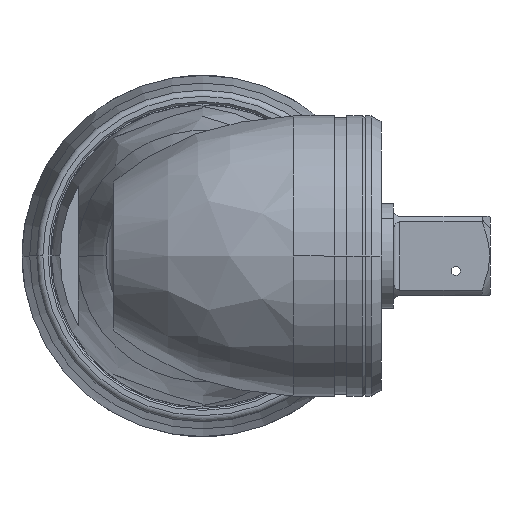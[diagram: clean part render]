
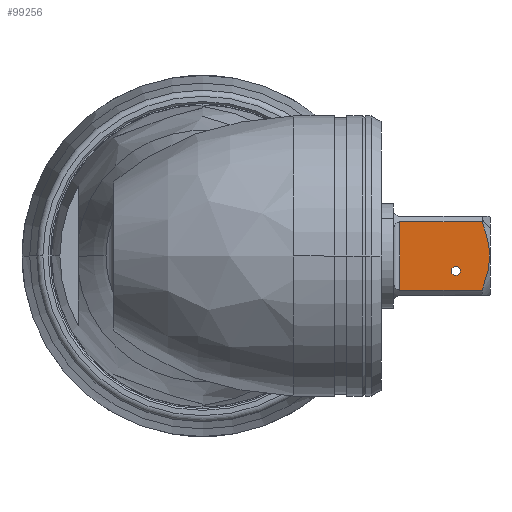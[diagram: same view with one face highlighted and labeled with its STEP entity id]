
A CAD part, left-side view. The second image highlights one B-rep face of the part: STEP entity #99256.
In plain terms, the highlighted planar face has unit normal (-1, 0, 0).
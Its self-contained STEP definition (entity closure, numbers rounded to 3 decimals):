
#97688=CARTESIAN_POINT('',(-178.475,-44.909,-5.47));
#97689=CARTESIAN_POINT('',(-178.475,-44.96,-5.333));
#97690=CARTESIAN_POINT('',(-178.475,-45.059,-5.065));
#97691=CARTESIAN_POINT('',(-178.475,-45.192,-4.683));
#97692=CARTESIAN_POINT('',(-178.475,-45.314,-4.318));
#97693=CARTESIAN_POINT('',(-178.475,-45.425,-3.966));
#97694=CARTESIAN_POINT('',(-178.475,-45.526,-3.625));
#97695=CARTESIAN_POINT('',(-178.475,-45.617,-3.292));
#97696=CARTESIAN_POINT('',(-178.475,-45.7,-2.967));
#97697=CARTESIAN_POINT('',(-178.475,-45.774,-2.646));
#97698=CARTESIAN_POINT('',(-178.475,-45.841,-2.33));
#97699=CARTESIAN_POINT('',(-178.475,-45.899,-2.017));
#97700=CARTESIAN_POINT('',(-178.475,-45.95,-1.705));
#97701=CARTESIAN_POINT('',(-178.475,-45.992,-1.394));
#97702=CARTESIAN_POINT('',(-178.475,-46.026,-1.084));
#97703=CARTESIAN_POINT('',(-178.475,-46.052,-0.775));
#97704=CARTESIAN_POINT('',(-178.475,-46.07,-0.465));
#97705=CARTESIAN_POINT('',(-178.475,-46.078,-0.155));
#97706=CARTESIAN_POINT('',(-178.475,-46.078,0.155));
#97707=CARTESIAN_POINT('',(-178.475,-46.07,0.465));
#97708=CARTESIAN_POINT('',(-178.475,-46.052,0.775));
#97709=CARTESIAN_POINT('',(-178.475,-46.026,1.084));
#97710=CARTESIAN_POINT('',(-178.475,-45.992,1.394));
#97711=CARTESIAN_POINT('',(-178.475,-45.95,1.705));
#97712=CARTESIAN_POINT('',(-178.475,-45.899,2.017));
#97713=CARTESIAN_POINT('',(-178.475,-45.841,2.33));
#97714=CARTESIAN_POINT('',(-178.475,-45.774,2.646));
#97715=CARTESIAN_POINT('',(-178.475,-45.7,2.967));
#97716=CARTESIAN_POINT('',(-178.475,-45.617,3.292));
#97717=CARTESIAN_POINT('',(-178.475,-45.526,3.625));
#97718=CARTESIAN_POINT('',(-178.475,-45.425,3.966));
#97719=CARTESIAN_POINT('',(-178.475,-45.314,4.318));
#97720=CARTESIAN_POINT('',(-178.475,-45.192,4.683));
#97721=CARTESIAN_POINT('',(-178.475,-45.059,5.065));
#97722=CARTESIAN_POINT('',(-178.475,-44.96,5.333));
#97723=CARTESIAN_POINT('',(-178.475,-44.909,5.47));
#97837=DIRECTION('',(0.,1.,0.));
#97838=VECTOR('',#97837,13.259);
#97839=CARTESIAN_POINT('',(-178.475,-44.909,5.47));
#97840=LINE('',#97839,#97838);
#97841=CARTESIAN_POINT('',(-178.475,-31.65,5.47));
#98183=DIRECTION('',(0.,-1.,0.));
#98184=VECTOR('',#98183,13.259);
#98185=CARTESIAN_POINT('',(-178.475,-31.65,-5.47));
#98186=LINE('',#98185,#98184);
#98215=DIRECTION('',(0.,0.,-1.));
#98216=VECTOR('',#98215,10.94);
#98217=CARTESIAN_POINT('',(-178.475,-31.65,5.47));
#98218=LINE('',#98217,#98216);
#98219=CARTESIAN_POINT('',(-178.475,-31.65,-5.47));
#98243=CARTESIAN_POINT('',(-178.475,-40.65,-2.375));
#98244=DIRECTION('',(-1.,0.,0.));
#98245=DIRECTION('',(0.,0.,1.));
#98246=AXIS2_PLACEMENT_3D('',#98243,#98244,#98245);
#98248=CARTESIAN_POINT('',(-178.475,-40.65,-2.375));
#98249=DIRECTION('',(-1.,0.,0.));
#98250=DIRECTION('',(0.,0.,-1.));
#98251=AXIS2_PLACEMENT_3D('',#98248,#98249,#98250);
#98670=VERTEX_POINT('',#98219);
#98671=CARTESIAN_POINT('',(-178.475,-44.909,-5.47));
#98672=VERTEX_POINT('',#98671);
#98675=VERTEX_POINT('',#97841);
#98681=CARTESIAN_POINT('',(-178.475,-44.909,5.47));
#98682=VERTEX_POINT('',#98681);
#98721=CARTESIAN_POINT('',(-178.475,-40.65,-1.625));
#98722=CARTESIAN_POINT('',(-178.475,-40.65,-3.125));
#98723=VERTEX_POINT('',#98721);
#98724=VERTEX_POINT('',#98722);
#99239=CARTESIAN_POINT('',(-178.475,-30.65,5.47));
#99240=DIRECTION('',(-1.,0.,0.));
#99241=DIRECTION('',(0.,0.,-1.));
#99242=AXIS2_PLACEMENT_3D('',#99239,#99240,#99241);
#99243=PLANE('',#99242);
#99244=ORIENTED_EDGE('',*,*,#99233,.F.);
#99245=ORIENTED_EDGE('',*,*,#98801,.F.);
#99246=ORIENTED_EDGE('',*,*,#98745,.F.);
#99247=ORIENTED_EDGE('',*,*,#99217,.F.);
#99248=EDGE_LOOP('',(#99244,#99245,#99246,#99247));
#99249=FACE_OUTER_BOUND('',#99248,.F.);
#99251=ORIENTED_EDGE('',*,*,#99250,.T.);
#99253=ORIENTED_EDGE('',*,*,#99252,.T.);
#99254=EDGE_LOOP('',(#99251,#99253));
#99255=FACE_BOUND('',#99254,.F.);
#99256=ADVANCED_FACE('',(#99249,#99255),#99243,.T.);
#97724=B_SPLINE_CURVE_WITH_KNOTS('',3,(#97688,#97689,#97690,#97691,#97692,
#97693,#97694,#97695,#97696,#97697,#97698,#97699,#97700,#97701,#97702,#97703,
#97704,#97705,#97706,#97707,#97708,#97709,#97710,#97711,#97712,#97713,#97714,
#97715,#97716,#97717,#97718,#97719,#97720,#97721,#97722,#97723),.UNSPECIFIED.,
.F.,.F.,(4,1,1,1,1,1,1,1,1,1,1,1,1,1,1,1,1,1,1,1,1,1,1,1,1,1,1,1,1,1,1,1,1,4),(
0.,0.03,0.061,0.091,0.121,
0.152,0.182,0.212,0.242,
0.273,0.303,0.333,0.364,
0.394,0.424,0.455,0.485,
0.515,0.545,0.576,0.606,
0.636,0.667,0.697,0.727,
0.758,0.788,0.818,0.848,
0.879,0.909,0.939,0.97,1.),
.UNSPECIFIED.);
#98247=CIRCLE('',#98246,0.75);
#98252=CIRCLE('',#98251,0.75);
#98745=EDGE_CURVE('',#98672,#98682,#97724,.T.);
#98801=EDGE_CURVE('',#98682,#98675,#97840,.T.);
#99217=EDGE_CURVE('',#98670,#98672,#98186,.T.);
#99233=EDGE_CURVE('',#98675,#98670,#98218,.T.);
#99250=EDGE_CURVE('',#98723,#98724,#98247,.T.);
#99252=EDGE_CURVE('',#98724,#98723,#98252,.T.);
